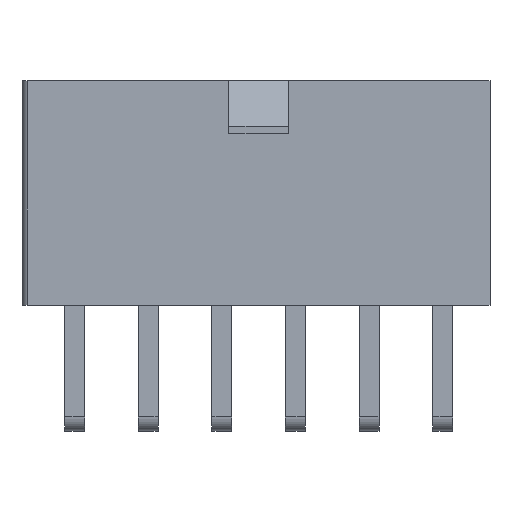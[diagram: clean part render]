
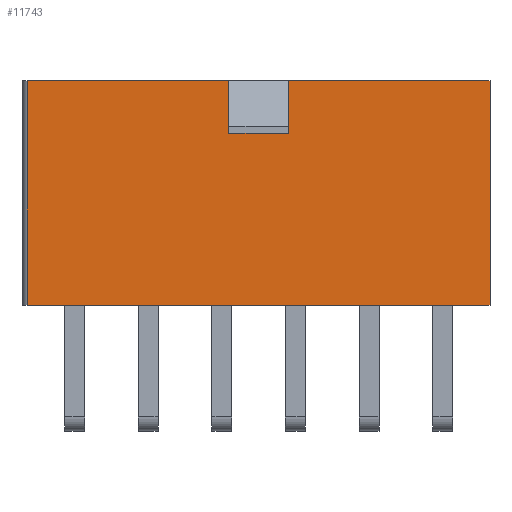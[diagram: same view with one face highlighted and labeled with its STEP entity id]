
A CAD part, top view. The second image highlights one B-rep face of the part: STEP entity #11743.
In plain terms, the highlighted planar face has unit normal (0, 0, 1).
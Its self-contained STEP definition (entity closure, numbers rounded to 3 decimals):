
#927=ORIENTED_EDGE('',*,*,#3060,.F.);
#928=ORIENTED_EDGE('',*,*,#3061,.F.);
#929=ORIENTED_EDGE('',*,*,#3064,.F.);
#930=ORIENTED_EDGE('',*,*,#3114,.F.);
#931=ORIENTED_EDGE('',*,*,#3113,.T.);
#932=ORIENTED_EDGE('',*,*,#3115,.T.);
#933=ORIENTED_EDGE('',*,*,#3108,.F.);
#934=ORIENTED_EDGE('',*,*,#3116,.F.);
#3060=EDGE_CURVE('',#4097,#4096,#4963,.T.);
#3061=EDGE_CURVE('',#4098,#4097,#4964,.T.);
#3064=EDGE_CURVE('',#4099,#4098,#4967,.T.);
#3108=EDGE_CURVE('',#4131,#4132,#5011,.T.);
#3113=EDGE_CURVE('',#4133,#4134,#5016,.T.);
#3114=EDGE_CURVE('',#4133,#4099,#5017,.T.);
#3115=EDGE_CURVE('',#4134,#4132,#5018,.T.);
#3116=EDGE_CURVE('',#4096,#4131,#5019,.T.);
#4096=VERTEX_POINT('',#15887);
#4097=VERTEX_POINT('',#15889);
#4098=VERTEX_POINT('',#15893);
#4099=VERTEX_POINT('',#15897);
#4131=VERTEX_POINT('',#15986);
#4132=VERTEX_POINT('',#15988);
#4133=VERTEX_POINT('',#15993);
#4134=VERTEX_POINT('',#15995);
#4963=LINE('',#15890,#6080);
#4964=LINE('',#15892,#6081);
#4967=LINE('',#15898,#6084);
#5011=LINE('',#15987,#6128);
#5016=LINE('',#15996,#6133);
#5017=LINE('',#15998,#6134);
#5018=LINE('',#15999,#6135);
#5019=LINE('',#16000,#6136);
#6080=VECTOR('',#13382,1000.);
#6081=VECTOR('',#13385,1000.);
#6084=VECTOR('',#13390,1000.);
#6128=VECTOR('',#13460,1000.);
#6133=VECTOR('',#13467,1000.);
#6134=VECTOR('',#13470,1000.);
#6135=VECTOR('',#13471,1000.);
#6136=VECTOR('',#13472,1000.);
#6874=EDGE_LOOP('',(#927,#928,#929,#930,#931,#932,#933,#934));
#7421=FACE_BOUND('',#6874,.T.);
#7947=PLANE('',#12231);
#11743=ADVANCED_FACE('',(#7421),#7947,.T.);
#12231=AXIS2_PLACEMENT_3D('',#15997,#13468,#13469);
#13382=DIRECTION('',(0.,-1.,0.));
#13385=DIRECTION('',(-1.,0.,0.));
#13390=DIRECTION('',(0.,1.,0.));
#13460=DIRECTION('',(0.,1.,0.));
#13467=DIRECTION('',(0.,1.,0.));
#13468=DIRECTION('',(0.,0.,1.));
#13469=DIRECTION('',(1.,0.,0.));
#13470=DIRECTION('',(-1.,0.,0.));
#13471=DIRECTION('',(-1.,0.,0.));
#13472=DIRECTION('',(-1.,0.,0.));
#15887=CARTESIAN_POINT('',(-1.7,-6.4,4.8));
#15889=CARTESIAN_POINT('',(-1.7,-3.4,4.8));
#15890=CARTESIAN_POINT('',(-1.7,-3.4,4.8));
#15892=CARTESIAN_POINT('',(1.7,-3.4,4.8));
#15893=CARTESIAN_POINT('',(1.7,-3.4,4.8));
#15897=CARTESIAN_POINT('',(1.7,-6.4,4.8));
#15898=CARTESIAN_POINT('',(1.7,-6.4,4.8));
#15986=CARTESIAN_POINT('',(-13.2,-6.4,4.8));
#15987=CARTESIAN_POINT('',(-13.2,-6.4,4.8));
#15988=CARTESIAN_POINT('',(-13.2,6.4,4.8));
#15993=CARTESIAN_POINT('',(13.2,-6.4,4.8));
#15995=CARTESIAN_POINT('',(13.2,6.4,4.8));
#15996=CARTESIAN_POINT('',(13.2,-6.4,4.8));
#15997=CARTESIAN_POINT('',(13.2,-6.4,4.8));
#15998=CARTESIAN_POINT('',(13.2,-6.4,4.8));
#15999=CARTESIAN_POINT('',(13.2,6.4,4.8));
#16000=CARTESIAN_POINT('',(13.2,-6.4,4.8));
